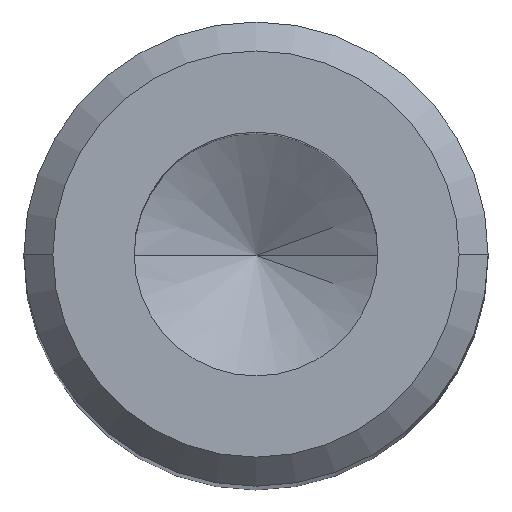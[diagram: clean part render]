
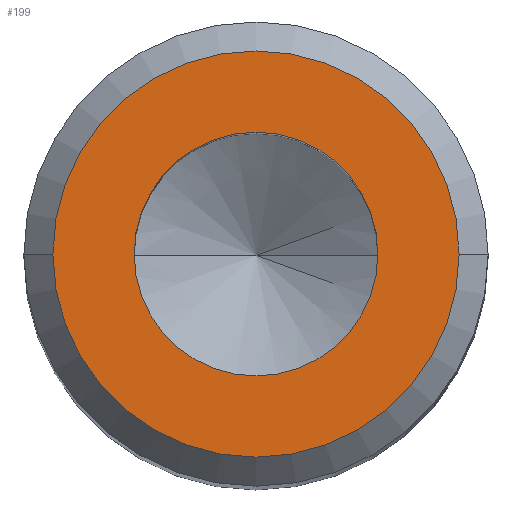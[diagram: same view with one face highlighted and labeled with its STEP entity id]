
A CAD part, top view. The second image highlights one B-rep face of the part: STEP entity #199.
In plain terms, the highlighted planar face has unit normal (0, 0, 1).
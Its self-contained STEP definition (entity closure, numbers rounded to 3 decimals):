
#14 = ORIENTED_EDGE ( 'NONE', *, *, #120, .T. ) ;
#26 = CARTESIAN_POINT ( 'NONE',  ( 2.1, 0., 0. ) ) ;
#37 = CARTESIAN_POINT ( 'NONE',  ( -2.1, 0., 0. ) ) ;
#52 = AXIS2_PLACEMENT_3D ( 'NONE', #272, #182, #137 ) ;
#80 = DIRECTION ( 'NONE',  ( 0., 0., 1. ) ) ;
#83 = DIRECTION ( 'NONE',  ( 1., 0., 0. ) ) ;
#102 = ORIENTED_EDGE ( 'NONE', *, *, #537, .F. ) ;
#108 = ORIENTED_EDGE ( 'NONE', *, *, #366, .F. ) ;
#110 = VERTEX_POINT ( 'NONE', #26 ) ;
#120 = EDGE_CURVE ( 'NONE', #247, #229, #303, .T. ) ;
#122 = DIRECTION ( 'NONE',  ( 0., 0., 1. ) ) ;
#137 = DIRECTION ( 'NONE',  ( 1., 0., 0. ) ) ;
#162 = FACE_OUTER_BOUND ( 'NONE', #399, .T. ) ;
#173 = PLANE ( 'NONE',  #244 ) ;
#176 = CARTESIAN_POINT ( 'NONE',  ( 0., 0., 0. ) ) ;
#182 = DIRECTION ( 'NONE',  ( 0., 0., 1. ) ) ;
#183 = AXIS2_PLACEMENT_3D ( 'NONE', #566, #122, #568 ) ;
#199 = ADVANCED_FACE ( 'NONE', ( #531, #162 ), #173, .T. ) ;
#205 = EDGE_CURVE ( 'NONE', #229, #247, #442, .T. ) ;
#214 = VERTEX_POINT ( 'NONE', #37 ) ;
#222 = CARTESIAN_POINT ( 'NONE',  ( 0., 0., 0. ) ) ;
#229 = VERTEX_POINT ( 'NONE', #527 ) ;
#244 = AXIS2_PLACEMENT_3D ( 'NONE', #176, #348, #570 ) ;
#247 = VERTEX_POINT ( 'NONE', #582 ) ;
#249 = ORIENTED_EDGE ( 'NONE', *, *, #205, .T. ) ;
#265 = DIRECTION ( 'NONE',  ( 1., 0., 0. ) ) ;
#272 = CARTESIAN_POINT ( 'NONE',  ( 0., 0., 0. ) ) ;
#285 = CIRCLE ( 'NONE', #183, 2.1 ) ;
#303 = CIRCLE ( 'NONE', #528, 3.5 ) ;
#348 = DIRECTION ( 'NONE',  ( 0., 0., 1. ) ) ;
#366 = EDGE_CURVE ( 'NONE', #214, #110, #558, .T. ) ;
#382 = AXIS2_PLACEMENT_3D ( 'NONE', #222, #80, #265 ) ;
#399 = EDGE_LOOP ( 'NONE', ( #249, #14 ) ) ;
#442 = CIRCLE ( 'NONE', #382, 3.5 ) ;
#461 = EDGE_LOOP ( 'NONE', ( #102, #108 ) ) ;
#474 = DIRECTION ( 'NONE',  ( 0., 0., 1. ) ) ;
#527 = CARTESIAN_POINT ( 'NONE',  ( -3.5, 0., 0. ) ) ;
#528 = AXIS2_PLACEMENT_3D ( 'NONE', #564, #474, #83 ) ;
#531 = FACE_BOUND ( 'NONE', #461, .T. ) ;
#537 = EDGE_CURVE ( 'NONE', #110, #214, #285, .T. ) ;
#558 = CIRCLE ( 'NONE', #52, 2.1 ) ;
#564 = CARTESIAN_POINT ( 'NONE',  ( 0., 0., 0. ) ) ;
#566 = CARTESIAN_POINT ( 'NONE',  ( 0., 0., 0. ) ) ;
#568 = DIRECTION ( 'NONE',  ( 1., 0., 0. ) ) ;
#570 = DIRECTION ( 'NONE',  ( 1., 0., 0. ) ) ;
#582 = CARTESIAN_POINT ( 'NONE',  ( 3.5, 0., 0. ) ) ;
